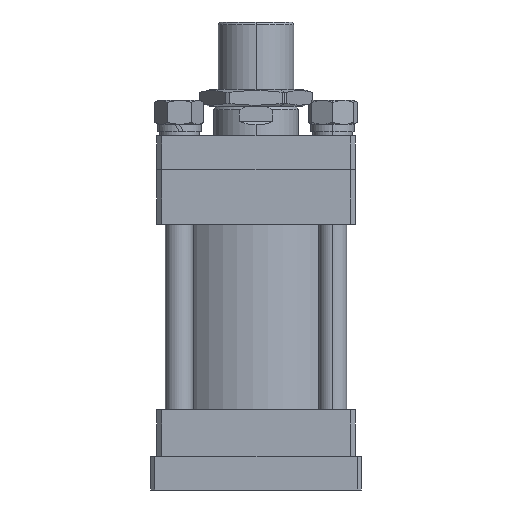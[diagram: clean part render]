
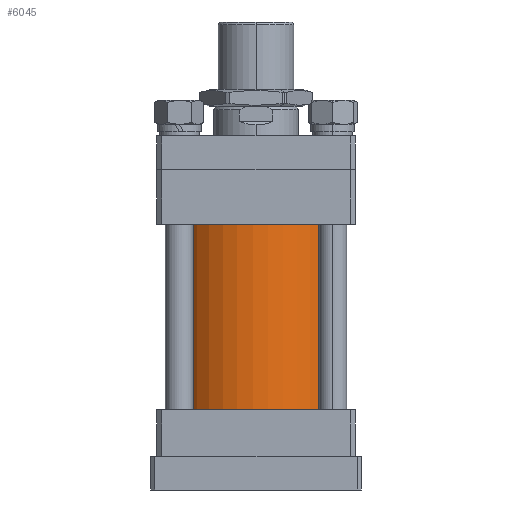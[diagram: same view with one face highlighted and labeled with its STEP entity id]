
A CAD part, front view. The second image highlights one B-rep face of the part: STEP entity #6045.
In plain terms, the highlighted cylindrical face has radius 105 mm (diameter 210 mm), a partial arc.
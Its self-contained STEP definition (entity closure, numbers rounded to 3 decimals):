
#307 = EDGE_LOOP ( 'NONE', ( #610, #613, #606, #604 ) ) ;
#604 = ORIENTED_EDGE ( 'NONE', *, *, #6773, .T. ) ;
#606 = ORIENTED_EDGE ( 'NONE', *, *, #6750, .T. ) ;
#610 = ORIENTED_EDGE ( 'NONE', *, *, #6741, .F. ) ;
#613 = ORIENTED_EDGE ( 'NONE', *, *, #6757, .F. ) ;
#2779 = CYLINDRICAL_SURFACE ( 'NONE', #8527, 105. ) ;
#2785 = FACE_OUTER_BOUND ( 'NONE', #307, .T. ) ;
#3053 = VERTEX_POINT ( 'NONE', #3792 ) ;
#3055 = VERTEX_POINT ( 'NONE', #3784 ) ;
#3085 = VERTEX_POINT ( 'NONE', #3764 ) ;
#3135 = VERTEX_POINT ( 'NONE', #5124 ) ;
#3764 = CARTESIAN_POINT ( 'NONE',  ( 105., 0., 110. ) ) ;
#3784 = CARTESIAN_POINT ( 'NONE',  ( 105., 0., -110. ) ) ;
#3792 = CARTESIAN_POINT ( 'NONE',  ( -105., 0., 110. ) ) ;
#4215 = DIRECTION ( 'NONE',  ( 1., 0., 0. ) ) ;
#4218 = DIRECTION ( 'NONE',  ( 0., 0., 1. ) ) ;
#4220 = CARTESIAN_POINT ( 'NONE',  ( 0., 0., 110. ) ) ;
#4248 = CARTESIAN_POINT ( 'NONE',  ( -105., 0., 110. ) ) ;
#4253 = DIRECTION ( 'NONE',  ( 0., 0., -1. ) ) ;
#4281 = CARTESIAN_POINT ( 'NONE',  ( 105., 0., 110. ) ) ;
#4294 = DIRECTION ( 'NONE',  ( 0., 0., -1. ) ) ;
#5124 = CARTESIAN_POINT ( 'NONE',  ( -105., 0., -110. ) ) ;
#5389 = AXIS2_PLACEMENT_3D ( 'NONE', #8654, #8761, #8760 ) ;
#5390 = AXIS2_PLACEMENT_3D ( 'NONE', #4220, #4218, #4215 ) ;
#6045 = ADVANCED_FACE ( 'NONE', ( #2785 ), #2779, .T. ) ;
#6741 = EDGE_CURVE ( 'NONE', #3085, #3055, #8102, .T. ) ;
#6750 = EDGE_CURVE ( 'NONE', #3053, #3135, #8090, .T. ) ;
#6757 = EDGE_CURVE ( 'NONE', #3053, #3085, #8078, .T. ) ;
#6773 = EDGE_CURVE ( 'NONE', #3135, #3055, #8058, .T. ) ;
#7223 = CARTESIAN_POINT ( 'NONE',  ( 0., 0., 110. ) ) ;
#7224 = DIRECTION ( 'NONE',  ( 0., 0., -1. ) ) ;
#7262 = DIRECTION ( 'NONE',  ( -1., 0., 0. ) ) ;
#8058 = CIRCLE ( 'NONE', #5389, 105. ) ;
#8078 = CIRCLE ( 'NONE', #5390, 105. ) ;
#8087 = VECTOR ( 'NONE', #4253, 1000. ) ;
#8090 = LINE ( 'NONE', #4248, #8087 ) ;
#8099 = VECTOR ( 'NONE', #4294, 1000. ) ;
#8102 = LINE ( 'NONE', #4281, #8099 ) ;
#8527 = AXIS2_PLACEMENT_3D ( 'NONE', #7223, #7224, #7262 ) ;
#8654 = CARTESIAN_POINT ( 'NONE',  ( 0., 0., -110. ) ) ;
#8760 = DIRECTION ( 'NONE',  ( 1., 0., 0. ) ) ;
#8761 = DIRECTION ( 'NONE',  ( 0., 0., 1. ) ) ;
